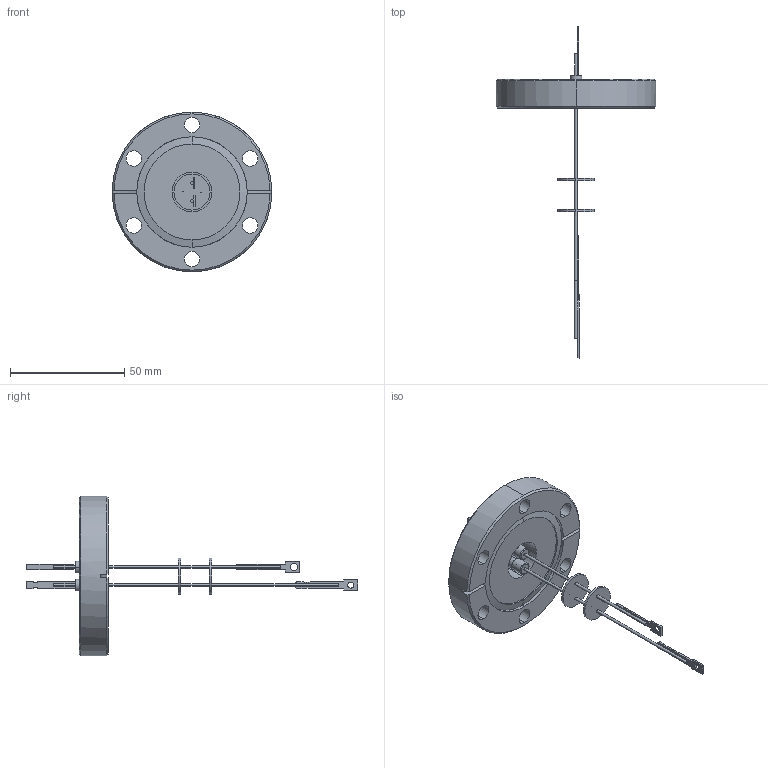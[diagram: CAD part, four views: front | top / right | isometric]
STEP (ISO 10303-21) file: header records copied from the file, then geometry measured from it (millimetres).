
FILE_DESCRIPTION (( 'STEP AP203' ), '1' );
FILE_NAME ('A2288-1-CF.STEP', '2011-11-17T18:27:35', ( '' ), ( '' ), 'SwSTEP 2.0', 'SolidWorks 2011', '' );
FILE_SCHEMA (( 'CONFIG_CONTROL_DESIGN' ));
Length unit declared in the file: inch
Products named in the file (1): A2288-1-CF
Bounding box: 69.85 x 145.16 x 69.85 mm (x, y, z)
Volume: 42406.1 mm3; surface area: 16196 mm2
Topology: 1 solids, 3 shells, 177 faces, 449 edges, 297 vertices
Faces by surface type: cylinder 94, plane 67, cone 12, bspline 4
Entity records: 5620 total; most frequent: CARTESIAN_POINT 1020, DIRECTION 1007, ORIENTED_EDGE 898, EDGE_CURVE 449, AXIS2_PLACEMENT_3D 396, VERTEX_POINT 297, EDGE_LOOP 228, CIRCLE 222
